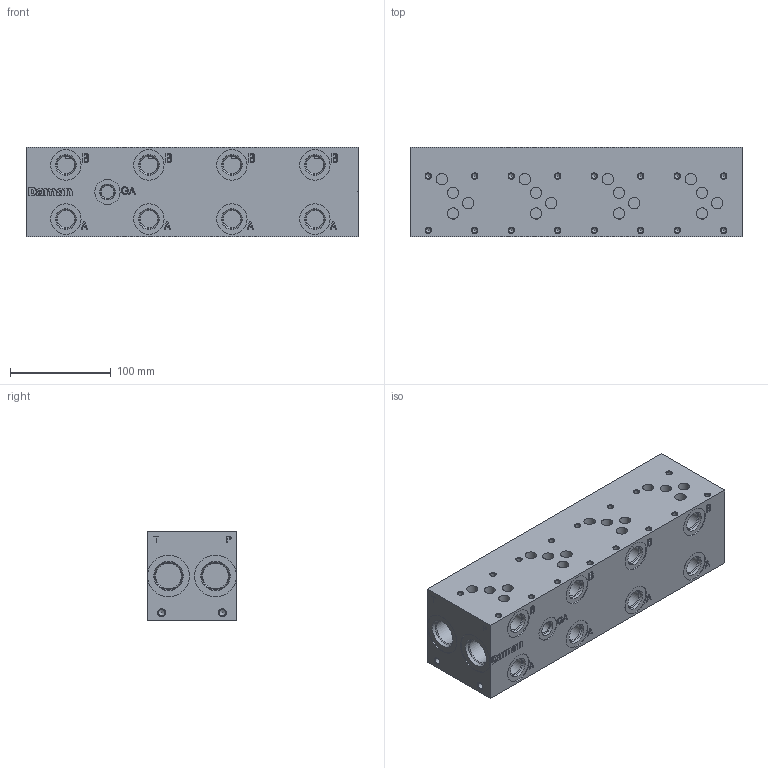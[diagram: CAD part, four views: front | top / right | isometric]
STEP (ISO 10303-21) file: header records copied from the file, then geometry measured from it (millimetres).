
FILE_DESCRIPTION( ( 'STEP AP214' ), ' ' );
FILE_NAME( 'AD05P043S.stp', '2018-05-10T03:15:13', ( '' ), ( '' ), ' ', 'PARTsolutions', ' ' );
FILE_SCHEMA( ( 'AUTOMOTIVE_DESIGN { 1 0 10303 214 1 1 1 1 }' ) );
Length unit declared in the file: inch
Products named in the file (1): _AD05P043S
Bounding box: 330.2 x 88.9 x 88.9 mm (x, y, z)
Volume: 2488659.4 mm3; surface area: 161882.7 mm2
Topology: 1 solids, 1 shells, 472 faces, 1133 edges, 734 vertices
Faces by surface type: plane 283, cylinder 123, cone 66
Full cylindrical faces by diameter (mm): 4.976 x16, 6.411 x4, 11.201 x16, 12.761 x1, 17.33 x8, 25.019 x1, 25.461 x4, 30.251 x8, 41.453 x4
Entity records: 16641 total; most frequent: CARTESIAN_POINT 2226, DIRECTION 2209, ORIENTED_EDGE 1950, EDGE_CURVE 975, AXIS2_PLACEMENT_3D 765, VERTEX_POINT 724, EDGE_LOOP 679, LINE 679
